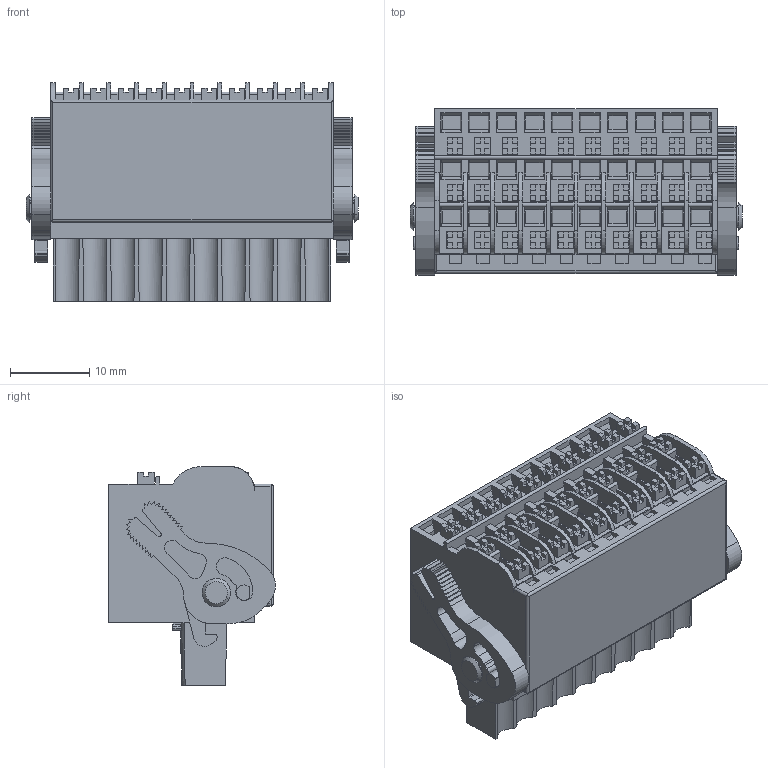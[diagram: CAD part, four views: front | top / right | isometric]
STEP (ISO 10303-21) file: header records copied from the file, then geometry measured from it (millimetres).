
FILE_DESCRIPTION(('CATIA V5 STEP Exchange','CAx-IF Rec.Pracs.--- Model Styling and Organization---1.4--- 2014-01-23'),'2;1');
FILE_NAME ('D1446197_1_1000590000_1000590000.stp','2022-06-10T12:10:08+00:00',('none'),('Weidmueller'),'CATIA Version 5-6 Release 2016 SP3 HF44','CATIA V5 STEP AP214','none');
FILE_SCHEMA(('AUTOMOTIVE_DESIGN { 1 0 10303 214 1 1 1 1 }'));
Length unit declared in the file: millimetre
Products named in the file (1): 1000590000
Bounding box: 41.9 x 21.05 x 27.6 mm (x, y, z)
Volume: 14492 mm3; surface area: 7556 mm2
Topology: 33 solids, 33 shells, 1606 faces, 4485 edges, 2992 vertices
Faces by surface type: plane 1321, cylinder 261, cone 24
Entity records: 50221 total; most frequent: CARTESIAN_POINT 10193, ORIENTED_EDGE 8970, DIRECTION 6392, EDGE_CURVE 4485, VECTOR 3773, LINE 3773, VERTEX_POINT 2992, EDGE_LOOP 1665
